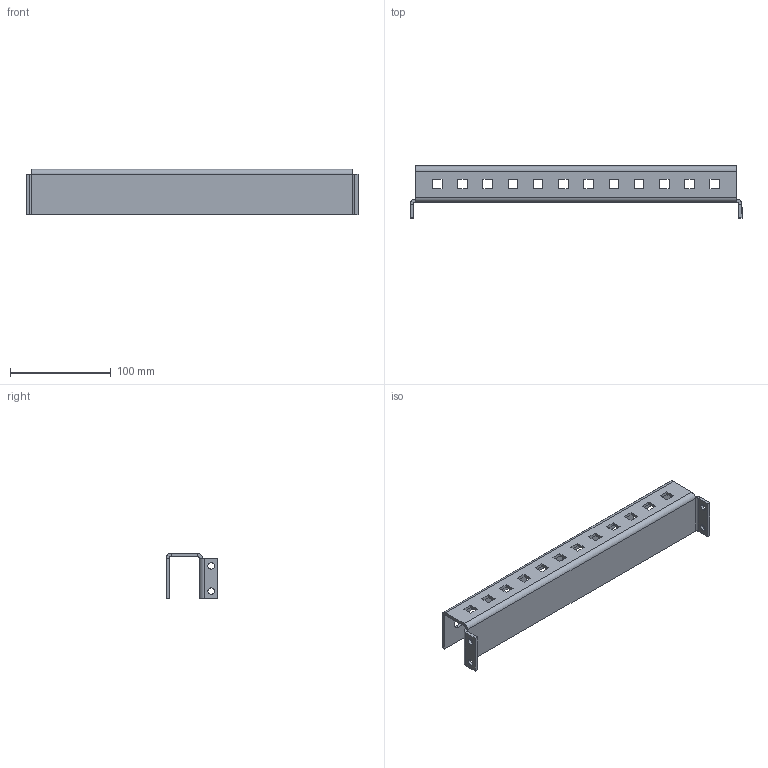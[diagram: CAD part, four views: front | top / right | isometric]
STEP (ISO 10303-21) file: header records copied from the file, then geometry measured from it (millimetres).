
FILE_DESCRIPTION (( 'STEP AP203' ), '1' );
FILE_NAME ('Óñèëåííàÿ ðåéêà FORD äëÿ êîðïóñà øèðèíîé 400 (2øò.) EKF PROxima.STEP', '2020-10-26T06:57:24', ( '' ), ( '' ), 'SwSTEP 2.0', 'SolidWorks 2019', '' );
FILE_SCHEMA (( 'CONFIG_CONTROL_DESIGN' ));
Length unit declared in the file: millimetre
Products named in the file (1): Óñèëåííàÿ ðåéêà FORD äëÿ êîðïóñà øèðèíîé 400 (2øò.) EKF PROxima
Bounding box: 329 x 51.5 x 45 mm (x, y, z)
Volume: 104793.3 mm3; surface area: 76005.8 mm2
Topology: 1 solids, 1 shells, 118 faces, 316 edges, 200 vertices
Faces by surface type: plane 90, cylinder 28
Entity records: 3785 total; most frequent: CARTESIAN_POINT 635, ORIENTED_EDGE 632, DIRECTION 610, EDGE_CURVE 316, VECTOR 260, LINE 260, VERTEX_POINT 200, AXIS2_PLACEMENT_3D 175
